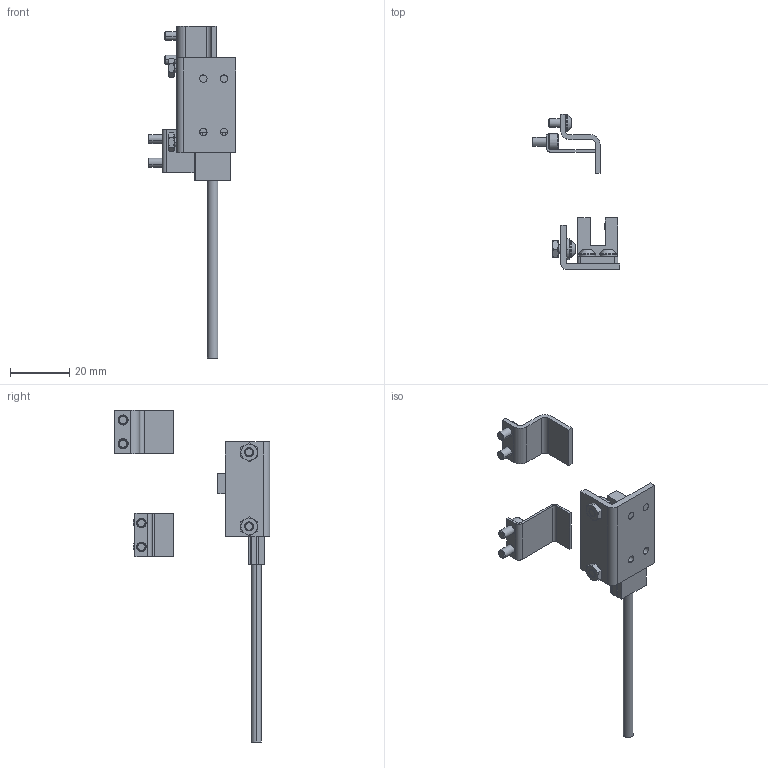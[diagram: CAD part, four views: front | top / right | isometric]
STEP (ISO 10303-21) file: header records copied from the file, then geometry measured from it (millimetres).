
FILE_DESCRIPTION (( 'STEP AP203' ), '1' );
FILE_NAME ('LAHP-SNS-PH-P.step', '2020-12-21T13:35:53', ( '' ), ( '' ), 'SwSTEP 2.0', 'SolidWorks 2019', '' );
FILE_SCHEMA (( 'CONFIG_CONTROL_DESIGN' ));
Length unit declared in the file: inch
Products named in the file (4): LAHP-SNS-PH-P_25-FLAG; LAHP-SNS-PH-P_33-FLAG; LAHP-SNS-PH-P; LAHP-SNS-PH-P_PHOTO SENSOR
Assembly tree (3 placements, depth 2):
  LAHP-SNS-PH-P
    LAHP-SNS-PH-P_PHOTO SENSOR
    LAHP-SNS-PH-P_25-FLAG
    LAHP-SNS-PH-P_33-FLAG
Bounding box: 29.65 x 52.5 x 111.95 mm (x, y, z)
Volume: 7297.4 mm3; surface area: 9305.1 mm2
Topology: 26 solids, 26 shells, 572 faces, 1302 edges, 804 vertices
Faces by surface type: plane 276, cylinder 160, cone 118, bspline 14, torus 4
Entity records: 17776 total; most frequent: CARTESIAN_POINT 4486, DIRECTION 2702, ORIENTED_EDGE 2580, EDGE_CURVE 1290, AXIS2_PLACEMENT_3D 992, VERTEX_POINT 804, VECTOR 718, LINE 718
